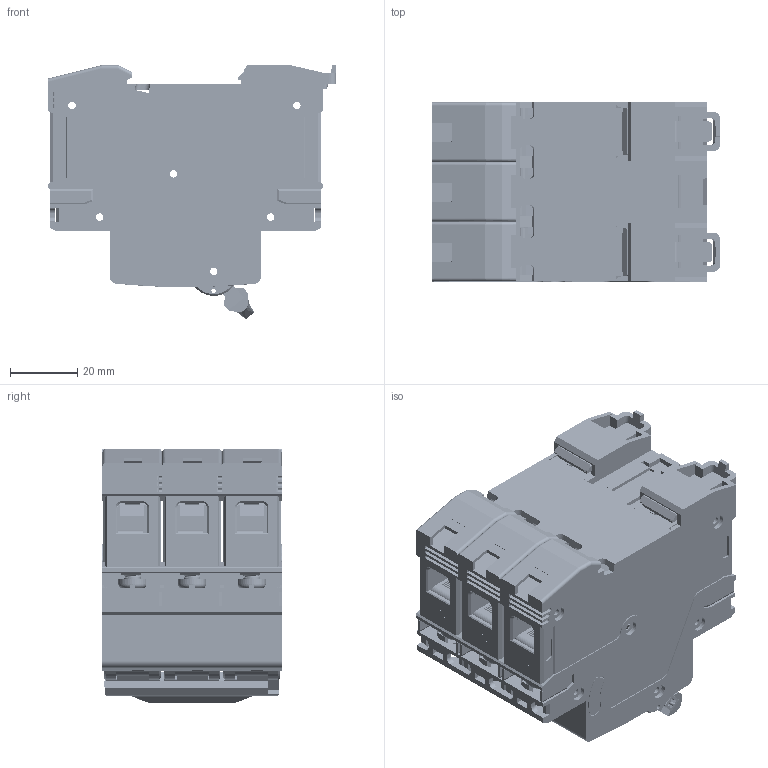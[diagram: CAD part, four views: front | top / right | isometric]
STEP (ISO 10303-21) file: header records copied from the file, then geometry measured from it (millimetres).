
FILE_DESCRIPTION((''),'2;1');
FILE_NAME('NB1-63H_2_3P2020100001_ASM','2023-07-20T14:24:35',('huytao'),(''),'CREO PARAMETRIC BY PTC INC, 2020044','CREO PARAMETRIC BY PTC INC, 2020044','');
FILE_SCHEMA(('CONFIG_CONTROL_DESIGN','SHAPE_APPEARANCE_LAYERS_GROUPS'));
Products named in the file (1): NB1-63H_2_3P2020100001_ASM
Bounding box: 86 x 53.4 x 75.64 mm (x, y, z)
Volume: 12176 mm3; surface area: 109867.7 mm2
Topology: 12 solids, 18 shells, 6731 faces, 19190 edges, 12501 vertices
Faces by surface type: plane 4952, cylinder 1536, bspline 112, torus 55, cone 48, sphere 28
Entity records: 287898 total; most frequent: CARTESIAN_POINT 64020, ORIENTED_EDGE 38189, DIRECTION 34236, EDGE_CURVE 19174, VECTOR 15116, LINE 15116, PRESENTATION_STYLE_ASSIGNMENT 14424, STYLED_ITEM 14415
